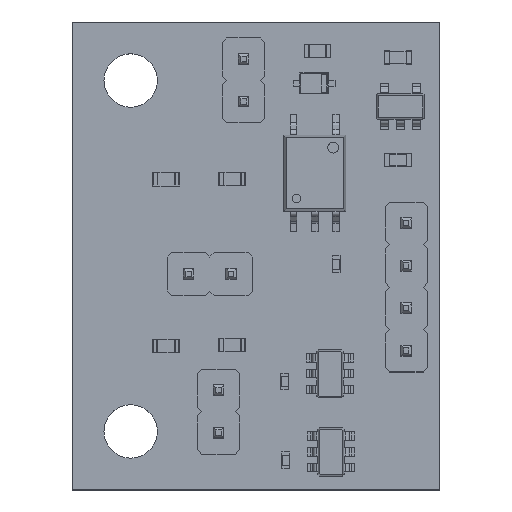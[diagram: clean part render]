
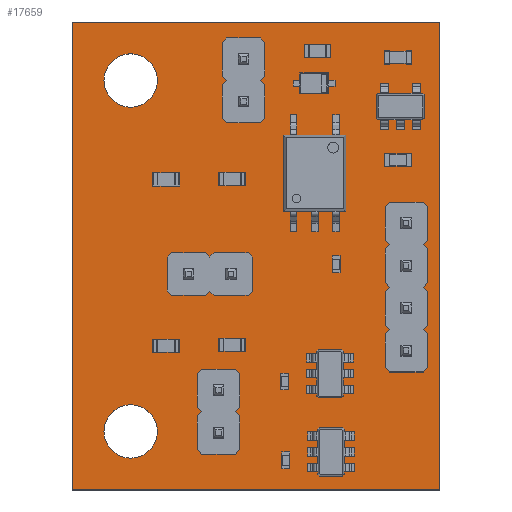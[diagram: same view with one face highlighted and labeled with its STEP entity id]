
A CAD part, top view. The second image highlights one B-rep face of the part: STEP entity #17659.
In plain terms, the highlighted planar face has unit normal (0, 0, 1).
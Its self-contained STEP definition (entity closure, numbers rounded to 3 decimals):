
#17415 = VERTEX_POINT('',#17416);
#17416 = CARTESIAN_POINT('',(22.,-28.,1.51));
#17422 = EDGE_CURVE('',#17415,#17423,#17425,.T.);
#17423 = VERTEX_POINT('',#17424);
#17424 = CARTESIAN_POINT('',(0.,-28.,1.51));
#17425 = LINE('',#17426,#17427);
#17426 = CARTESIAN_POINT('',(22.,-28.,1.51));
#17427 = VECTOR('',#17428,1.);
#17428 = DIRECTION('',(-1.,0.,0.));
#17455 = VERTEX_POINT('',#17456);
#17456 = CARTESIAN_POINT('',(22.,0.,1.51));
#17462 = EDGE_CURVE('',#17455,#17415,#17463,.T.);
#17463 = LINE('',#17464,#17465);
#17464 = CARTESIAN_POINT('',(22.,0.,1.51));
#17465 = VECTOR('',#17466,1.);
#17466 = DIRECTION('',(0.,-1.,0.));
#17484 = EDGE_CURVE('',#17423,#17485,#17487,.T.);
#17485 = VERTEX_POINT('',#17486);
#17486 = CARTESIAN_POINT('',(0.,0.,1.51));
#17487 = LINE('',#17488,#17489);
#17488 = CARTESIAN_POINT('',(0.,-28.,1.51));
#17489 = VECTOR('',#17490,1.);
#17490 = DIRECTION('',(0.,1.,0.));
#17659 = ADVANCED_FACE('',(#17660,#17671,#17682,#17693,#17704,#17715,
    #17726,#17737,#17748,#17759,#17770,#17781,#17792),#17803,.T.);
#17660 = FACE_BOUND('',#17661,.T.);
#17661 = EDGE_LOOP('',(#17662,#17663,#17664,#17670));
#17662 = ORIENTED_EDGE('',*,*,#17422,.F.);
#17663 = ORIENTED_EDGE('',*,*,#17462,.F.);
#17664 = ORIENTED_EDGE('',*,*,#17665,.F.);
#17665 = EDGE_CURVE('',#17485,#17455,#17666,.T.);
#17666 = LINE('',#17667,#17668);
#17667 = CARTESIAN_POINT('',(0.,0.,1.51));
#17668 = VECTOR('',#17669,1.);
#17669 = DIRECTION('',(1.,0.,0.));
#17670 = ORIENTED_EDGE('',*,*,#17484,.F.);
#17671 = FACE_BOUND('',#17672,.T.);
#17672 = EDGE_LOOP('',(#17673));
#17673 = ORIENTED_EDGE('',*,*,#17674,.T.);
#17674 = EDGE_CURVE('',#17675,#17675,#17677,.T.);
#17675 = VERTEX_POINT('',#17676);
#17676 = CARTESIAN_POINT('',(3.5,-26.1,1.51));
#17677 = CIRCLE('',#17678,1.6);
#17678 = AXIS2_PLACEMENT_3D('',#17679,#17680,#17681);
#17679 = CARTESIAN_POINT('',(3.5,-24.5,1.51));
#17680 = DIRECTION('',(-0.,0.,-1.));
#17681 = DIRECTION('',(-0.,-1.,0.));
#17682 = FACE_BOUND('',#17683,.T.);
#17683 = EDGE_LOOP('',(#17684));
#17684 = ORIENTED_EDGE('',*,*,#17685,.T.);
#17685 = EDGE_CURVE('',#17686,#17686,#17688,.T.);
#17686 = VERTEX_POINT('',#17687);
#17687 = CARTESIAN_POINT('',(8.76,-25.085,1.51));
#17688 = CIRCLE('',#17689,0.5);
#17689 = AXIS2_PLACEMENT_3D('',#17690,#17691,#17692);
#17690 = CARTESIAN_POINT('',(8.76,-24.585,1.51));
#17691 = DIRECTION('',(-0.,0.,-1.));
#17692 = DIRECTION('',(-0.,-1.,0.));
#17693 = FACE_BOUND('',#17694,.T.);
#17694 = EDGE_LOOP('',(#17695));
#17695 = ORIENTED_EDGE('',*,*,#17696,.T.);
#17696 = EDGE_CURVE('',#17697,#17697,#17699,.T.);
#17697 = VERTEX_POINT('',#17698);
#17698 = CARTESIAN_POINT('',(8.76,-22.545,1.51));
#17699 = CIRCLE('',#17700,0.5);
#17700 = AXIS2_PLACEMENT_3D('',#17701,#17702,#17703);
#17701 = CARTESIAN_POINT('',(8.76,-22.045,1.51));
#17702 = DIRECTION('',(-0.,0.,-1.));
#17703 = DIRECTION('',(-0.,-1.,0.));
#17704 = FACE_BOUND('',#17705,.T.);
#17705 = EDGE_LOOP('',(#17706));
#17706 = ORIENTED_EDGE('',*,*,#17707,.T.);
#17707 = EDGE_CURVE('',#17708,#17708,#17710,.T.);
#17708 = VERTEX_POINT('',#17709);
#17709 = CARTESIAN_POINT('',(6.97,-15.585,1.51));
#17710 = CIRCLE('',#17711,0.5);
#17711 = AXIS2_PLACEMENT_3D('',#17712,#17713,#17714);
#17712 = CARTESIAN_POINT('',(6.97,-15.085,1.51));
#17713 = DIRECTION('',(-0.,0.,-1.));
#17714 = DIRECTION('',(-0.,-1.,0.));
#17715 = FACE_BOUND('',#17716,.T.);
#17716 = EDGE_LOOP('',(#17717));
#17717 = ORIENTED_EDGE('',*,*,#17718,.T.);
#17718 = EDGE_CURVE('',#17719,#17719,#17721,.T.);
#17719 = VERTEX_POINT('',#17720);
#17720 = CARTESIAN_POINT('',(9.51,-15.585,1.51));
#17721 = CIRCLE('',#17722,0.5);
#17722 = AXIS2_PLACEMENT_3D('',#17723,#17724,#17725);
#17723 = CARTESIAN_POINT('',(9.51,-15.085,1.51));
#17724 = DIRECTION('',(-0.,0.,-1.));
#17725 = DIRECTION('',(-0.,-1.,0.));
#17726 = FACE_BOUND('',#17727,.T.);
#17727 = EDGE_LOOP('',(#17728));
#17728 = ORIENTED_EDGE('',*,*,#17729,.T.);
#17729 = EDGE_CURVE('',#17730,#17730,#17732,.T.);
#17730 = VERTEX_POINT('',#17731);
#17731 = CARTESIAN_POINT('',(19.99,-20.175,1.51));
#17732 = CIRCLE('',#17733,0.5);
#17733 = AXIS2_PLACEMENT_3D('',#17734,#17735,#17736);
#17734 = CARTESIAN_POINT('',(19.99,-19.675,1.51));
#17735 = DIRECTION('',(-0.,0.,-1.));
#17736 = DIRECTION('',(-0.,-1.,0.));
#17737 = FACE_BOUND('',#17738,.T.);
#17738 = EDGE_LOOP('',(#17739));
#17739 = ORIENTED_EDGE('',*,*,#17740,.T.);
#17740 = EDGE_CURVE('',#17741,#17741,#17743,.T.);
#17741 = VERTEX_POINT('',#17742);
#17742 = CARTESIAN_POINT('',(19.99,-17.635,1.51));
#17743 = CIRCLE('',#17744,0.5);
#17744 = AXIS2_PLACEMENT_3D('',#17745,#17746,#17747);
#17745 = CARTESIAN_POINT('',(19.99,-17.135,1.51));
#17746 = DIRECTION('',(-0.,0.,-1.));
#17747 = DIRECTION('',(-0.,-1.,0.));
#17748 = FACE_BOUND('',#17749,.T.);
#17749 = EDGE_LOOP('',(#17750));
#17750 = ORIENTED_EDGE('',*,*,#17751,.T.);
#17751 = EDGE_CURVE('',#17752,#17752,#17754,.T.);
#17752 = VERTEX_POINT('',#17753);
#17753 = CARTESIAN_POINT('',(19.99,-15.095,1.51));
#17754 = CIRCLE('',#17755,0.5);
#17755 = AXIS2_PLACEMENT_3D('',#17756,#17757,#17758);
#17756 = CARTESIAN_POINT('',(19.99,-14.595,1.51));
#17757 = DIRECTION('',(-0.,0.,-1.));
#17758 = DIRECTION('',(-0.,-1.,0.));
#17759 = FACE_BOUND('',#17760,.T.);
#17760 = EDGE_LOOP('',(#17761));
#17761 = ORIENTED_EDGE('',*,*,#17762,.T.);
#17762 = EDGE_CURVE('',#17763,#17763,#17765,.T.);
#17763 = VERTEX_POINT('',#17764);
#17764 = CARTESIAN_POINT('',(3.5,-5.1,1.51));
#17765 = CIRCLE('',#17766,1.6);
#17766 = AXIS2_PLACEMENT_3D('',#17767,#17768,#17769);
#17767 = CARTESIAN_POINT('',(3.5,-3.5,1.51));
#17768 = DIRECTION('',(-0.,0.,-1.));
#17769 = DIRECTION('',(-0.,-1.,0.));
#17770 = FACE_BOUND('',#17771,.T.);
#17771 = EDGE_LOOP('',(#17772));
#17772 = ORIENTED_EDGE('',*,*,#17773,.T.);
#17773 = EDGE_CURVE('',#17774,#17774,#17776,.T.);
#17774 = VERTEX_POINT('',#17775);
#17775 = CARTESIAN_POINT('',(10.26,-5.27,1.51));
#17776 = CIRCLE('',#17777,0.5);
#17777 = AXIS2_PLACEMENT_3D('',#17778,#17779,#17780);
#17778 = CARTESIAN_POINT('',(10.26,-4.77,1.51));
#17779 = DIRECTION('',(-0.,0.,-1.));
#17780 = DIRECTION('',(-0.,-1.,0.));
#17781 = FACE_BOUND('',#17782,.T.);
#17782 = EDGE_LOOP('',(#17783));
#17783 = ORIENTED_EDGE('',*,*,#17784,.T.);
#17784 = EDGE_CURVE('',#17785,#17785,#17787,.T.);
#17785 = VERTEX_POINT('',#17786);
#17786 = CARTESIAN_POINT('',(10.26,-2.73,1.51));
#17787 = CIRCLE('',#17788,0.5);
#17788 = AXIS2_PLACEMENT_3D('',#17789,#17790,#17791);
#17789 = CARTESIAN_POINT('',(10.26,-2.23,1.51));
#17790 = DIRECTION('',(-0.,0.,-1.));
#17791 = DIRECTION('',(-0.,-1.,0.));
#17792 = FACE_BOUND('',#17793,.T.);
#17793 = EDGE_LOOP('',(#17794));
#17794 = ORIENTED_EDGE('',*,*,#17795,.T.);
#17795 = EDGE_CURVE('',#17796,#17796,#17798,.T.);
#17796 = VERTEX_POINT('',#17797);
#17797 = CARTESIAN_POINT('',(19.99,-12.555,1.51));
#17798 = CIRCLE('',#17799,0.5);
#17799 = AXIS2_PLACEMENT_3D('',#17800,#17801,#17802);
#17800 = CARTESIAN_POINT('',(19.99,-12.055,1.51));
#17801 = DIRECTION('',(-0.,0.,-1.));
#17802 = DIRECTION('',(-0.,-1.,0.));
#17803 = PLANE('',#17804);
#17804 = AXIS2_PLACEMENT_3D('',#17805,#17806,#17807);
#17805 = CARTESIAN_POINT('',(0.,0.,1.51));
#17806 = DIRECTION('',(0.,0.,1.));
#17807 = DIRECTION('',(1.,0.,-0.));
